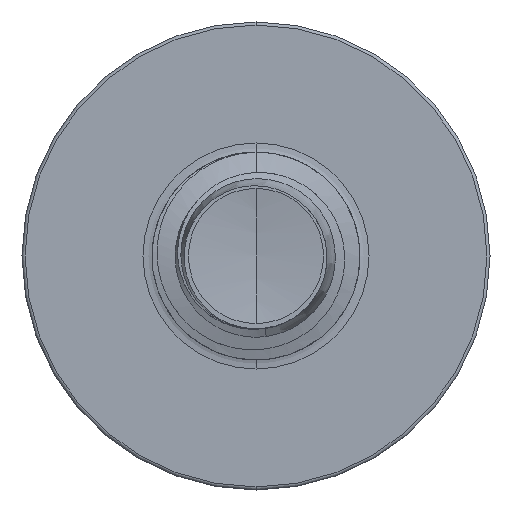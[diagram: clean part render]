
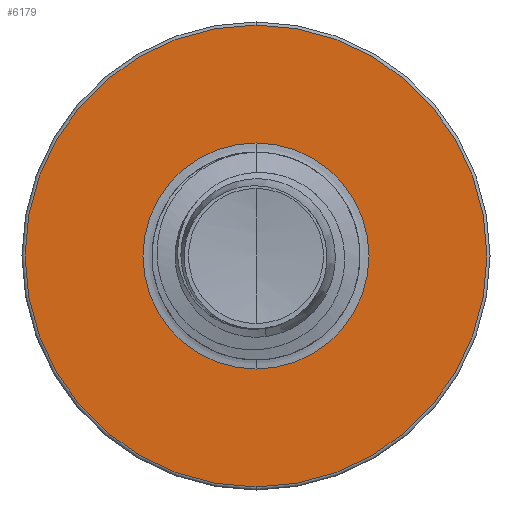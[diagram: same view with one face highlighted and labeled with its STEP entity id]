
A CAD part, front view. The second image highlights one B-rep face of the part: STEP entity #6179.
In plain terms, the highlighted planar face has unit normal (0, -1, 0).
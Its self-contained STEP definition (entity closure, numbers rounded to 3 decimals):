
#78 = AXIS2_PLACEMENT_3D ( 'NONE', #9683, #1694, #11033 ) ;
#212 = AXIS2_PLACEMENT_3D ( 'NONE', #15531, #7587, #16860 ) ;
#653 = CIRCLE ( 'NONE', #12482, 4.44 ) ;
#814 = EDGE_CURVE ( 'NONE', #14481, #16847, #1272, .T. ) ;
#991 = DIRECTION ( 'NONE',  ( 0., 0., 1. ) ) ;
#1272 = CIRCLE ( 'NONE', #78, 2.174 ) ;
#1530 = CARTESIAN_POINT ( 'NONE',  ( 0., 5., -2.174 ) ) ;
#1694 = DIRECTION ( 'NONE',  ( 0., 1., 0. ) ) ;
#2032 = EDGE_CURVE ( 'NONE', #5167, #15634, #653, .T. ) ;
#2924 = EDGE_CURVE ( 'NONE', #15634, #5167, #15821, .T. ) ;
#3051 = ORIENTED_EDGE ( 'NONE', *, *, #2032, .F. ) ;
#3214 = PLANE ( 'NONE',  #7485 ) ;
#5167 = VERTEX_POINT ( 'NONE', #6437 ) ;
#5337 = AXIS2_PLACEMENT_3D ( 'NONE', #16909, #8979, #991 ) ;
#6179 = ADVANCED_FACE ( 'NONE', ( #7279, #10836 ), #3214, .F. ) ;
#6437 = CARTESIAN_POINT ( 'NONE',  ( 0., 5., 4.44 ) ) ;
#6984 = EDGE_CURVE ( 'NONE', #16847, #14481, #12273, .T. ) ;
#7231 = DIRECTION ( 'NONE',  ( 0., 1., 0. ) ) ;
#7279 = FACE_OUTER_BOUND ( 'NONE', #11730, .T. ) ;
#7366 = EDGE_LOOP ( 'NONE', ( #7803, #8077 ) ) ;
#7485 = AXIS2_PLACEMENT_3D ( 'NONE', #1530, #7231, #16523 ) ;
#7587 = DIRECTION ( 'NONE',  ( 0., 1., 0. ) ) ;
#7803 = ORIENTED_EDGE ( 'NONE', *, *, #814, .T. ) ;
#7812 = CARTESIAN_POINT ( 'NONE',  ( 0., 5., 0. ) ) ;
#8077 = ORIENTED_EDGE ( 'NONE', *, *, #6984, .T. ) ;
#8979 = DIRECTION ( 'NONE',  ( 0., 1., 0. ) ) ;
#9157 = DIRECTION ( 'NONE',  ( 0., 0., 1. ) ) ;
#9683 = CARTESIAN_POINT ( 'NONE',  ( 0., 5., 0. ) ) ;
#10275 = ORIENTED_EDGE ( 'NONE', *, *, #2924, .F. ) ;
#10836 = FACE_BOUND ( 'NONE', #7366, .T. ) ;
#11033 = DIRECTION ( 'NONE',  ( 0., 0., 1. ) ) ;
#11730 = EDGE_LOOP ( 'NONE', ( #3051, #10275 ) ) ;
#12273 = CIRCLE ( 'NONE', #5337, 2.174 ) ;
#12482 = AXIS2_PLACEMENT_3D ( 'NONE', #7812, #17082, #9157 ) ;
#12636 = CARTESIAN_POINT ( 'NONE',  ( 0., 5., 2.174 ) ) ;
#12723 = CARTESIAN_POINT ( 'NONE',  ( 0., 5., -2.174 ) ) ;
#12750 = CARTESIAN_POINT ( 'NONE',  ( 0., 5., -4.44 ) ) ;
#14481 = VERTEX_POINT ( 'NONE', #12636 ) ;
#15531 = CARTESIAN_POINT ( 'NONE',  ( 0., 5., 0. ) ) ;
#15634 = VERTEX_POINT ( 'NONE', #12750 ) ;
#15821 = CIRCLE ( 'NONE', #212, 4.44 ) ;
#16523 = DIRECTION ( 'NONE',  ( 0., 0., 1. ) ) ;
#16847 = VERTEX_POINT ( 'NONE', #12723 ) ;
#16860 = DIRECTION ( 'NONE',  ( 0., 0., 1. ) ) ;
#16909 = CARTESIAN_POINT ( 'NONE',  ( 0., 5., 0. ) ) ;
#17082 = DIRECTION ( 'NONE',  ( 0., 1., 0. ) ) ;
